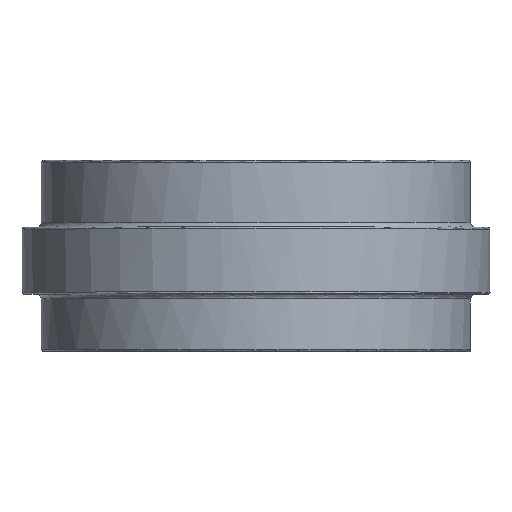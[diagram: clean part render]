
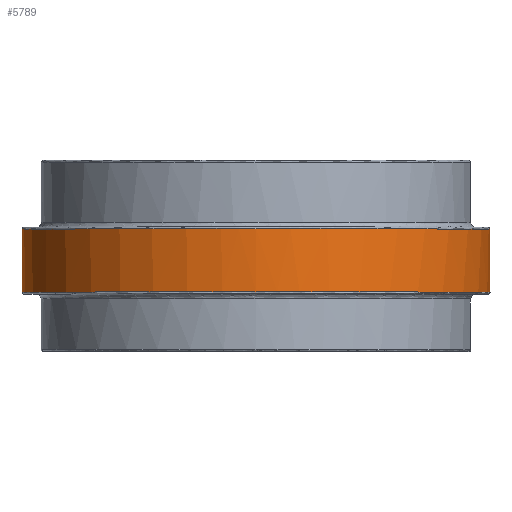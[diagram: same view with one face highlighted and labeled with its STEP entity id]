
A CAD part, top view. The second image highlights one B-rep face of the part: STEP entity #5789.
In plain terms, the highlighted free-form (B-spline) face has degree [2, 1] with [9, 2] control points.
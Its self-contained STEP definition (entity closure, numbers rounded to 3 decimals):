
#5789 = ADVANCED_FACE('',(#5790),#5834,.T.);
#5790 = FACE_BOUND('',#5791,.T.);
#5791 = EDGE_LOOP('',(#5792,#5802,#5809,#5817,#5825,#5826));
#5792 = ORIENTED_EDGE('',*,*,#5793,.F.);
#5793 = EDGE_CURVE('',#5794,#5796,#5798,.T.);
#5794 = VERTEX_POINT('',#5795);
#5795 = CARTESIAN_POINT('',(-13.774,3.823,
    0.));
#5796 = VERTEX_POINT('',#5797);
#5797 = CARTESIAN_POINT('',(0.,3.823,
    13.774));
#5798 = ( BOUNDED_CURVE() B_SPLINE_CURVE(2,(#5799,#5800,#5801),
.UNSPECIFIED.,.F.,.F.) B_SPLINE_CURVE_WITH_KNOTS((3,3),(3.142,
4.712),.PIECEWISE_BEZIER_KNOTS.) CURVE() 
GEOMETRIC_REPRESENTATION_ITEM() RATIONAL_B_SPLINE_CURVE((1.,
0.707,1.)) REPRESENTATION_ITEM('') );
#5799 = CARTESIAN_POINT('',(-13.774,3.823,
    0.));
#5800 = CARTESIAN_POINT('',(-13.774,3.823,
    13.774));
#5801 = CARTESIAN_POINT('',(0.,3.823,
    13.774));
#5802 = ORIENTED_EDGE('',*,*,#5803,.T.);
#5803 = EDGE_CURVE('',#5794,#5804,#5806,.T.);
#5804 = VERTEX_POINT('',#5805);
#5805 = CARTESIAN_POINT('',(-13.774,0.112,
    0.));
#5806 = B_SPLINE_CURVE_WITH_KNOTS('',1,(#5807,#5808),.UNSPECIFIED.,.F.,
  .F.,(2,2),(-3.4,-0.1),.PIECEWISE_BEZIER_KNOTS.);
#5807 = CARTESIAN_POINT('',(-13.774,3.823,
    0.));
#5808 = CARTESIAN_POINT('',(-13.774,0.112,
    0.));
#5809 = ORIENTED_EDGE('',*,*,#5810,.F.);
#5810 = EDGE_CURVE('',#5811,#5804,#5813,.T.);
#5811 = VERTEX_POINT('',#5812);
#5812 = CARTESIAN_POINT('',(0.,0.112,
    13.774));
#5813 = ( BOUNDED_CURVE() B_SPLINE_CURVE(2,(#5814,#5815,#5816),
.UNSPECIFIED.,.F.,.F.) B_SPLINE_CURVE_WITH_KNOTS((3,3),(1.571,
3.142),.PIECEWISE_BEZIER_KNOTS.) CURVE() 
GEOMETRIC_REPRESENTATION_ITEM() RATIONAL_B_SPLINE_CURVE((1.,
0.707,1.)) REPRESENTATION_ITEM('') );
#5814 = CARTESIAN_POINT('',(0.,0.112,
    13.774));
#5815 = CARTESIAN_POINT('',(-13.774,0.112,
    13.774));
#5816 = CARTESIAN_POINT('',(-13.774,0.112,
    0.));
#5817 = ORIENTED_EDGE('',*,*,#5818,.F.);
#5818 = EDGE_CURVE('',#5804,#5811,#5819,.T.);
#5819 = ( BOUNDED_CURVE() B_SPLINE_CURVE(2,(#5820,#5821,#5822,#5823,
#5824),.UNSPECIFIED.,.F.,.F.) B_SPLINE_CURVE_WITH_KNOTS((3,2,3),(
    3.142,5.498,7.854),
.PIECEWISE_BEZIER_KNOTS.) CURVE() GEOMETRIC_REPRESENTATION_ITEM() 
RATIONAL_B_SPLINE_CURVE((1.,0.383,1.,0.383,1.)) 
REPRESENTATION_ITEM('') );
#5820 = CARTESIAN_POINT('',(-13.774,0.112,
    0.));
#5821 = CARTESIAN_POINT('',(-13.774,0.112,
    -33.252));
#5822 = CARTESIAN_POINT('',(9.739,0.112,
    -9.739));
#5823 = CARTESIAN_POINT('',(33.252,0.112,
    13.774));
#5824 = CARTESIAN_POINT('',(0.,0.112,
    13.774));
#5825 = ORIENTED_EDGE('',*,*,#5803,.F.);
#5826 = ORIENTED_EDGE('',*,*,#5827,.F.);
#5827 = EDGE_CURVE('',#5796,#5794,#5828,.T.);
#5828 = ( BOUNDED_CURVE() B_SPLINE_CURVE(2,(#5829,#5830,#5831,#5832,
#5833),.UNSPECIFIED.,.F.,.F.) B_SPLINE_CURVE_WITH_KNOTS((3,2,3),(
    4.712,7.069,9.425),
.PIECEWISE_BEZIER_KNOTS.) CURVE() GEOMETRIC_REPRESENTATION_ITEM() 
RATIONAL_B_SPLINE_CURVE((1.,0.383,1.,0.383,1.)) 
REPRESENTATION_ITEM('') );
#5829 = CARTESIAN_POINT('',(0.,3.823,
    13.774));
#5830 = CARTESIAN_POINT('',(33.252,3.823,
    13.774));
#5831 = CARTESIAN_POINT('',(9.739,3.823,
    -9.739));
#5832 = CARTESIAN_POINT('',(-13.774,3.823,
    -33.252));
#5833 = CARTESIAN_POINT('',(-13.774,3.823,
    0.));
#5834 = ( BOUNDED_SURFACE() B_SPLINE_SURFACE(2,1,(
    (#5835,#5836)
    ,(#5837,#5838)
    ,(#5839,#5840)
    ,(#5841,#5842)
    ,(#5843,#5844)
    ,(#5845,#5846)
    ,(#5847,#5848)
    ,(#5849,#5850)
    ,(#5851,#5852
)),.UNSPECIFIED.,.T.,.F.,.F.) B_SPLINE_SURFACE_WITH_KNOTS((3,2,2,2,3),(2
    ,2),(3.142,4.189,6.283,8.378,
    9.425),(0.1,3.4),.UNSPECIFIED.) 
GEOMETRIC_REPRESENTATION_ITEM() RATIONAL_B_SPLINE_SURFACE((
    (0.75,0.75)
    ,(0.75,0.75)
    ,(1.,1.)
    ,(0.5,0.5)
    ,(1.,1.)
    ,(0.5,0.5)
    ,(1.,1.)
    ,(0.75,0.75)
,(0.75,0.75))) REPRESENTATION_ITEM('') SURFACE() );
#5835 = CARTESIAN_POINT('',(-13.774,0.112,0.));
#5836 = CARTESIAN_POINT('',(-13.774,3.823,0.));
#5837 = CARTESIAN_POINT('',(-13.774,0.112,7.952
    ));
#5838 = CARTESIAN_POINT('',(-13.774,3.823,7.952
    ));
#5839 = CARTESIAN_POINT('',(-6.887,0.112,
    11.928));
#5840 = CARTESIAN_POINT('',(-6.887,3.823,
    11.928));
#5841 = CARTESIAN_POINT('',(13.774,0.112,
    23.856));
#5842 = CARTESIAN_POINT('',(13.774,3.823,
    23.856));
#5843 = CARTESIAN_POINT('',(13.774,0.112,0.));
#5844 = CARTESIAN_POINT('',(13.774,3.823,0.));
#5845 = CARTESIAN_POINT('',(13.774,0.112,
    -23.856));
#5846 = CARTESIAN_POINT('',(13.774,3.823,
    -23.856));
#5847 = CARTESIAN_POINT('',(-6.887,0.112,
    -11.928));
#5848 = CARTESIAN_POINT('',(-6.887,3.823,
    -11.928));
#5849 = CARTESIAN_POINT('',(-13.774,0.112,
    -7.952));
#5850 = CARTESIAN_POINT('',(-13.774,3.823,
    -7.952));
#5851 = CARTESIAN_POINT('',(-13.774,0.112,0.));
#5852 = CARTESIAN_POINT('',(-13.774,3.823,0.));
